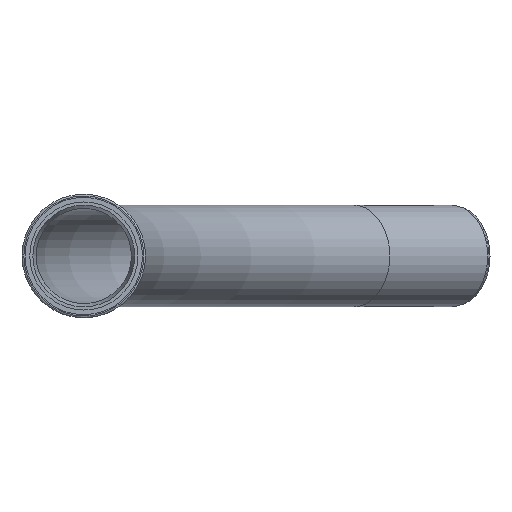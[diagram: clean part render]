
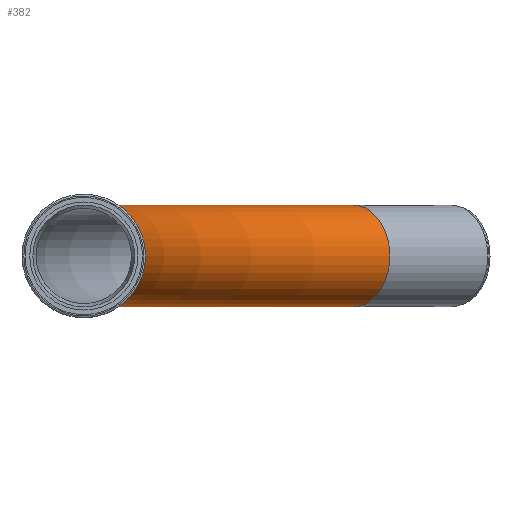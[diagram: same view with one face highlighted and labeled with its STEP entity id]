
A CAD part, left-side view. The second image highlights one B-rep face of the part: STEP entity #382.
In plain terms, the highlighted toroidal (fillet/blend) face has major radius 1000 mm and minor radius 55 mm.
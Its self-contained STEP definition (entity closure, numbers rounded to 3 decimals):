
#16=TOROIDAL_SURFACE('',#437,1000.,55.);
#46=FACE_OUTER_BOUND('',#70,.T.);
#70=EDGE_LOOP('',(#285,#286,#287,#288,#289,#290,#291));
#122=CIRCLE('',#425,55.);
#123=CIRCLE('',#426,55.);
#124=CIRCLE('',#427,55.);
#131=CIRCLE('',#438,945.);
#132=CIRCLE('',#439,55.);
#133=CIRCLE('',#440,55.);
#166=VERTEX_POINT('',#646);
#167=VERTEX_POINT('',#648);
#168=VERTEX_POINT('',#650);
#174=VERTEX_POINT('',#669);
#175=VERTEX_POINT('',#671);
#208=EDGE_CURVE('',#166,#167,#122,.T.);
#209=EDGE_CURVE('',#167,#168,#123,.T.);
#210=EDGE_CURVE('',#168,#166,#124,.T.);
#218=EDGE_CURVE('',#167,#174,#131,.T.);
#219=EDGE_CURVE('',#174,#175,#132,.T.);
#220=EDGE_CURVE('',#175,#174,#133,.T.);
#285=ORIENTED_EDGE('',*,*,#210,.F.);
#286=ORIENTED_EDGE('',*,*,#209,.F.);
#287=ORIENTED_EDGE('',*,*,#218,.T.);
#288=ORIENTED_EDGE('',*,*,#219,.T.);
#289=ORIENTED_EDGE('',*,*,#220,.T.);
#290=ORIENTED_EDGE('',*,*,#218,.F.);
#291=ORIENTED_EDGE('',*,*,#208,.F.);
#382=ADVANCED_FACE('',(#46),#16,.T.);
#425=AXIS2_PLACEMENT_3D('',#649,#501,#502);
#426=AXIS2_PLACEMENT_3D('',#651,#503,#504);
#427=AXIS2_PLACEMENT_3D('',#652,#505,#506);
#437=AXIS2_PLACEMENT_3D('',#668,#526,#527);
#438=AXIS2_PLACEMENT_3D('',#670,#528,#529);
#439=AXIS2_PLACEMENT_3D('',#672,#530,#531);
#440=AXIS2_PLACEMENT_3D('',#673,#532,#533);
#501=DIRECTION('center_axis',(0.707,-0.707,0.));
#502=DIRECTION('ref_axis',(0.,0.,-1.));
#503=DIRECTION('center_axis',(0.707,-0.707,0.));
#504=DIRECTION('ref_axis',(0.,0.,-1.));
#505=DIRECTION('center_axis',(0.707,-0.707,0.));
#506=DIRECTION('ref_axis',(0.,0.,-1.));
#526=DIRECTION('center_axis',(0.,0.,-1.));
#527=DIRECTION('ref_axis',(-1.,0.,0.));
#528=DIRECTION('center_axis',(0.,0.,1.));
#529=DIRECTION('ref_axis',(-1.,0.,0.));
#530=DIRECTION('center_axis',(1.,0.,0.));
#531=DIRECTION('ref_axis',(0.,0.,-1.));
#532=DIRECTION('center_axis',(1.,0.,0.));
#533=DIRECTION('ref_axis',(0.,0.,-1.));
#646=CARTESIAN_POINT('',(707.382,-292.893,55.));
#648=CARTESIAN_POINT('',(668.491,-331.784,0.));
#649=CARTESIAN_POINT('Origin',(707.382,-292.893,0.));
#650=CARTESIAN_POINT('',(707.382,-292.893,-55.));
#651=CARTESIAN_POINT('Origin',(707.382,-292.893,0.));
#652=CARTESIAN_POINT('Origin',(707.382,-292.893,0.));
#668=CARTESIAN_POINT('Origin',(0.275,-1000.,0.));
#669=CARTESIAN_POINT('',(0.275,-55.,0.));
#670=CARTESIAN_POINT('Origin',(0.275,-1000.,0.));
#671=CARTESIAN_POINT('',(0.275,55.,0.));
#672=CARTESIAN_POINT('Origin',(0.275,0.,0.));
#673=CARTESIAN_POINT('Origin',(0.275,0.,0.));
